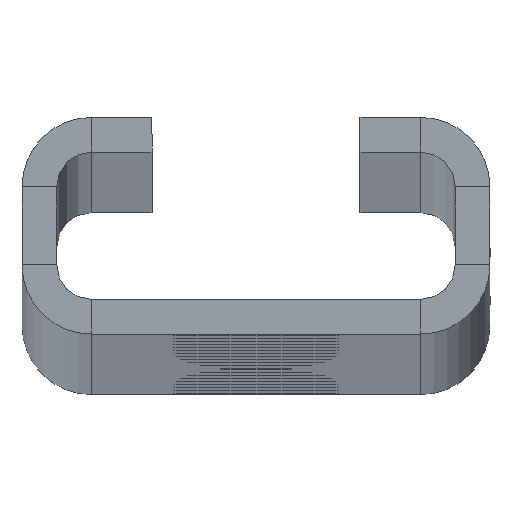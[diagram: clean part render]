
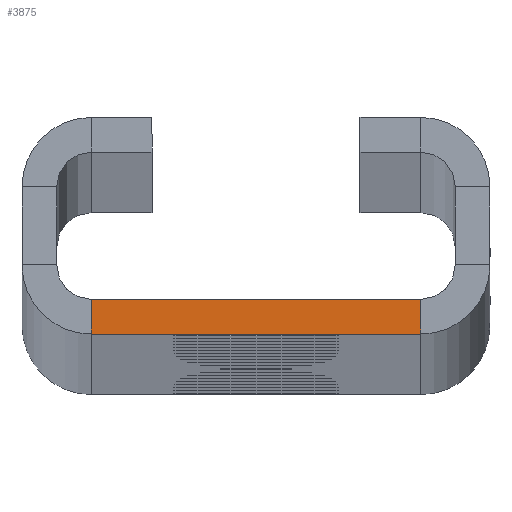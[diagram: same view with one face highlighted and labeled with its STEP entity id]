
A CAD part, top view. The second image highlights one B-rep face of the part: STEP entity #3875.
In plain terms, the highlighted planar face has unit normal (0, 0, 1).
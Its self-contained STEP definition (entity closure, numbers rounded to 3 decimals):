
#170 = DIRECTION ( 'NONE',  ( 1., 0., 0. ) ) ;
#192 = CARTESIAN_POINT ( 'NONE',  ( -13.5, 2., 2000. ) ) ;
#552 = CARTESIAN_POINT ( 'NONE',  ( -9.5, 2., 2000. ) ) ;
#557 = CARTESIAN_POINT ( 'NONE',  ( -13.5, 0., 2000. ) ) ;
#580 = DIRECTION ( 'NONE',  ( 1., 0., 0. ) ) ;
#803 = DIRECTION ( 'NONE',  ( 0., 1., 0. ) ) ;
#853 = CARTESIAN_POINT ( 'NONE',  ( -9.5, 0., 2000. ) ) ;
#1002 = CARTESIAN_POINT ( 'NONE',  ( 9.5, 0., 2000. ) ) ;
#1005 = CARTESIAN_POINT ( 'NONE',  ( 9.5, 2., 2000. ) ) ;
#1758 = EDGE_CURVE ( 'NONE', #6368, #7011, #2188, .T. ) ;
#1800 = LINE ( 'NONE', #192, #1819 ) ;
#1809 = VECTOR ( 'NONE', #580, 1000. ) ;
#1817 = EDGE_CURVE ( 'NONE', #6894, #8420, #1880, .T. ) ;
#1819 = VECTOR ( 'NONE', #170, 1000. ) ;
#1857 = LINE ( 'NONE', #557, #1809 ) ;
#1858 = EDGE_CURVE ( 'NONE', #7011, #6894, #1857, .T. ) ;
#1861 = VECTOR ( 'NONE', #803, 1000. ) ;
#1862 = EDGE_CURVE ( 'NONE', #6368, #8420, #1800, .T. ) ;
#1865 = CARTESIAN_POINT ( 'NONE',  ( -9.5, 2., 2000. ) ) ;
#1880 = LINE ( 'NONE', #1002, #1861 ) ;
#2042 = DIRECTION ( 'NONE',  ( 0., -1., 0. ) ) ;
#2060 = VECTOR ( 'NONE', #2042, 1000. ) ;
#2188 = LINE ( 'NONE', #1865, #2060 ) ;
#2623 = FACE_OUTER_BOUND ( 'NONE', #3567, .T. ) ;
#3567 = EDGE_LOOP ( 'NONE', ( #5405, #5227, #5188, #5367 ) ) ;
#3875 = ADVANCED_FACE ( 'NONE', ( #2623 ), #6196, .T. ) ;
#5188 = ORIENTED_EDGE ( 'NONE', *, *, #1862, .F. ) ;
#5227 = ORIENTED_EDGE ( 'NONE', *, *, #1817, .T. ) ;
#5367 = ORIENTED_EDGE ( 'NONE', *, *, #1758, .T. ) ;
#5405 = ORIENTED_EDGE ( 'NONE', *, *, #1858, .T. ) ;
#5819 = AXIS2_PLACEMENT_3D ( 'NONE', #6244, #7394, #6155 ) ;
#5917 = CARTESIAN_POINT ( 'NONE',  ( 9.5, 0., 2000. ) ) ;
#6155 = DIRECTION ( 'NONE',  ( 1., 0., 0. ) ) ;
#6196 = PLANE ( 'NONE',  #5819 ) ;
#6244 = CARTESIAN_POINT ( 'NONE',  ( 11.5, 4., 2000. ) ) ;
#6368 = VERTEX_POINT ( 'NONE', #552 ) ;
#6894 = VERTEX_POINT ( 'NONE', #5917 ) ;
#7011 = VERTEX_POINT ( 'NONE', #853 ) ;
#7394 = DIRECTION ( 'NONE',  ( 0., 0., 1. ) ) ;
#8420 = VERTEX_POINT ( 'NONE', #1005 ) ;
